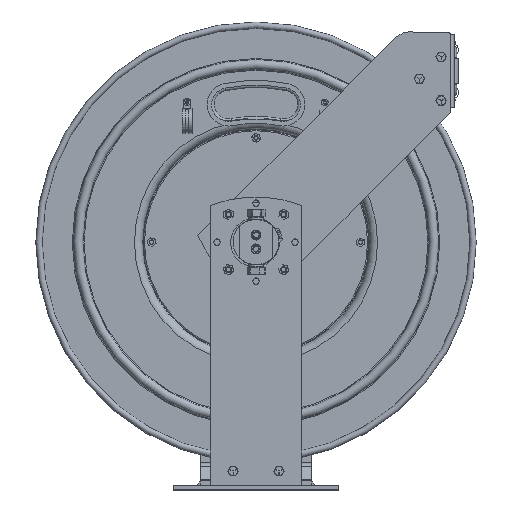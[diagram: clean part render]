
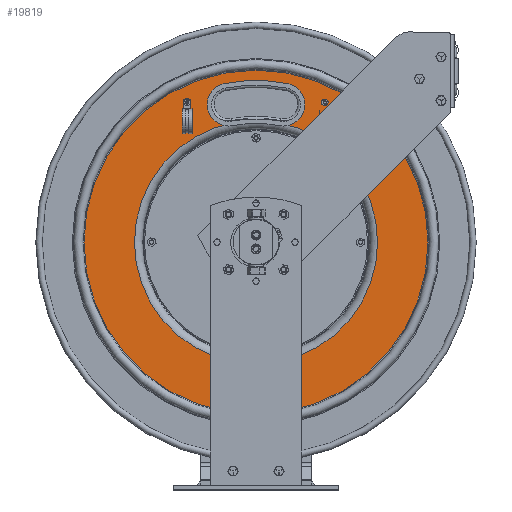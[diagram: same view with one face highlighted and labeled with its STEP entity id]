
A CAD part, top view. The second image highlights one B-rep face of the part: STEP entity #19819.
In plain terms, the highlighted planar face has unit normal (0, 0, 1).
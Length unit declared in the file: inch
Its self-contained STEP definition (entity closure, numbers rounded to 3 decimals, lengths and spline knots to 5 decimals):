
#1278=FACE_BOUND('',#2400,.T.);
#1279=FACE_BOUND('',#2401,.T.);
#1280=FACE_BOUND('',#2402,.T.);
#1281=FACE_BOUND('',#2403,.T.);
#1695=FACE_OUTER_BOUND('',#2399,.T.);
#2399=EDGE_LOOP('',(#15482));
#2400=EDGE_LOOP('',(#15483,#15484,#15485,#15486));
#2401=EDGE_LOOP('',(#15487));
#2402=EDGE_LOOP('',(#15488));
#2403=EDGE_LOOP('',(#15489));
#3259=CIRCLE('',#20969,6.625);
#3261=CIRCLE('',#20972,9.375);
#3262=CIRCLE('',#20973,8.76623);
#3263=CIRCLE('',#20974,1.);
#3264=CIRCLE('',#20975,6.76623);
#3265=CIRCLE('',#20976,1.);
#3266=CIRCLE('',#20977,0.11);
#3267=CIRCLE('',#20978,0.11);
#8231=VERTEX_POINT('',#28965);
#8233=VERTEX_POINT('',#28970);
#8234=VERTEX_POINT('',#28972);
#8235=VERTEX_POINT('',#28973);
#8236=VERTEX_POINT('',#28975);
#8237=VERTEX_POINT('',#28977);
#8238=VERTEX_POINT('',#28980);
#8239=VERTEX_POINT('',#28982);
#11577=EDGE_CURVE('',#8231,#8231,#3259,.T.);
#11579=EDGE_CURVE('',#8233,#8233,#3261,.T.);
#11580=EDGE_CURVE('',#8234,#8235,#3262,.T.);
#11581=EDGE_CURVE('',#8235,#8236,#3263,.T.);
#11582=EDGE_CURVE('',#8236,#8237,#3264,.T.);
#11583=EDGE_CURVE('',#8237,#8234,#3265,.T.);
#11584=EDGE_CURVE('',#8238,#8238,#3266,.T.);
#11585=EDGE_CURVE('',#8239,#8239,#3267,.T.);
#15482=ORIENTED_EDGE('',*,*,#11579,.F.);
#15483=ORIENTED_EDGE('',*,*,#11580,.T.);
#15484=ORIENTED_EDGE('',*,*,#11581,.T.);
#15485=ORIENTED_EDGE('',*,*,#11582,.T.);
#15486=ORIENTED_EDGE('',*,*,#11583,.T.);
#15487=ORIENTED_EDGE('',*,*,#11584,.T.);
#15488=ORIENTED_EDGE('',*,*,#11585,.T.);
#15489=ORIENTED_EDGE('',*,*,#11577,.T.);
#18715=PLANE('',#20971);
#19819=ADVANCED_FACE('',(#1695,#1278,#1279,#1280,#1281),#18715,.T.);
#20969=AXIS2_PLACEMENT_3D('',#28966,#23290,#23291);
#20971=AXIS2_PLACEMENT_3D('',#28969,#23294,#23295);
#20972=AXIS2_PLACEMENT_3D('',#28971,#23296,#23297);
#20973=AXIS2_PLACEMENT_3D('',#28974,#23298,#23299);
#20974=AXIS2_PLACEMENT_3D('',#28976,#23300,#23301);
#20975=AXIS2_PLACEMENT_3D('',#28978,#23302,#23303);
#20976=AXIS2_PLACEMENT_3D('',#28979,#23304,#23305);
#20977=AXIS2_PLACEMENT_3D('',#28981,#23306,#23307);
#20978=AXIS2_PLACEMENT_3D('',#28983,#23308,#23309);
#23290=DIRECTION('center_axis',(0.,0.,
-1.));
#23291=DIRECTION('ref_axis',(-1.,0.,0.));
#23294=DIRECTION('center_axis',(0.,0.,
1.));
#23295=DIRECTION('ref_axis',(0.,1.,0.));
#23296=DIRECTION('center_axis',(0.,0.,
-1.));
#23297=DIRECTION('ref_axis',(-1.,0.,0.));
#23298=DIRECTION('center_axis',(0.,0.,
-1.));
#23299=DIRECTION('ref_axis',(0.193,-0.981,0.));
#23300=DIRECTION('center_axis',(0.,0.,
-1.));
#23301=DIRECTION('ref_axis',(-0.193,-0.981,0.));
#23302=DIRECTION('center_axis',(0.,0.,
1.));
#23303=DIRECTION('ref_axis',(-0.193,0.981,0.));
#23304=DIRECTION('center_axis',(0.,0.,
-1.));
#23305=DIRECTION('ref_axis',(-0.193,0.981,0.));
#23306=DIRECTION('center_axis',(0.,0.,
-1.));
#23307=DIRECTION('ref_axis',(-1.,0.,0.));
#23308=DIRECTION('center_axis',(0.,0.,
-1.));
#23309=DIRECTION('ref_axis',(-1.,0.,0.));
#28965=CARTESIAN_POINT('',(-6.625,0.,5.5821));
#28966=CARTESIAN_POINT('Origin',(0.,0.,
5.5821));
#28969=CARTESIAN_POINT('Origin',(-8.,0.,5.5821));
#28970=CARTESIAN_POINT('',(-9.375,0.,5.5821));
#28971=CARTESIAN_POINT('Origin',(0.,0.,
5.5821));
#28972=CARTESIAN_POINT('',(-1.69314,8.60117,5.5821));
#28973=CARTESIAN_POINT('',(1.69314,8.60117,5.5821));
#28974=CARTESIAN_POINT('Origin',(0.,0.,
5.5821));
#28975=CARTESIAN_POINT('',(1.30686,6.63883,5.5821));
#28976=CARTESIAN_POINT('Origin',(1.5,7.62,5.5821));
#28977=CARTESIAN_POINT('',(-1.30686,6.63883,5.5821));
#28978=CARTESIAN_POINT('Origin',(0.,0.,
5.5821));
#28979=CARTESIAN_POINT('Origin',(-1.5,7.62,5.5821));
#28980=CARTESIAN_POINT('',(3.86,7.62,5.5821));
#28981=CARTESIAN_POINT('Origin',(3.75,7.62,5.5821));
#28982=CARTESIAN_POINT('',(-3.64,7.62,5.5821));
#28983=CARTESIAN_POINT('Origin',(-3.75,7.62,5.5821));
